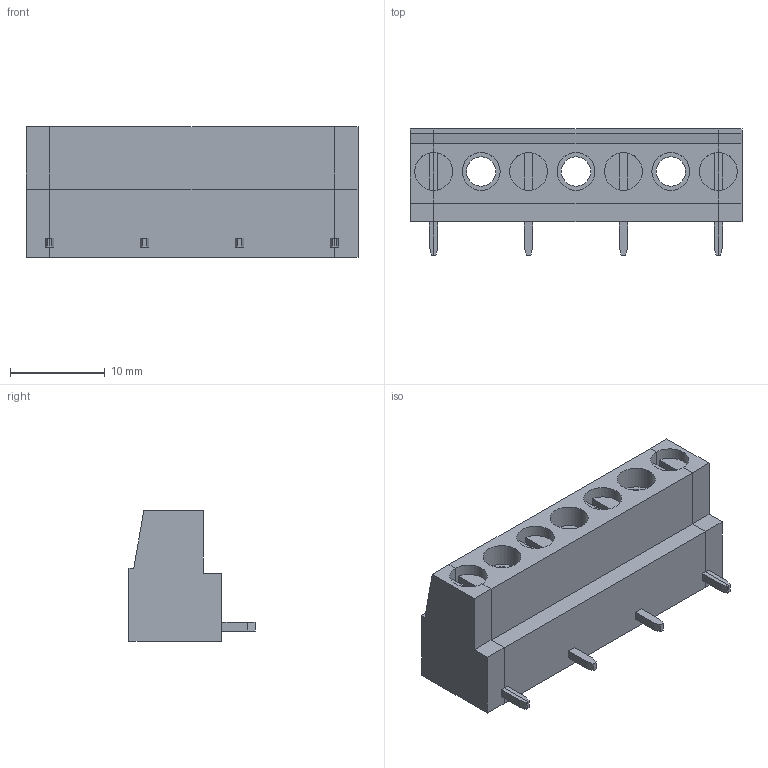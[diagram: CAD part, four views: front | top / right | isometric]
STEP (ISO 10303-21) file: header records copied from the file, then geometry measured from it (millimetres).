
FILE_DESCRIPTION( ( 'Unknown' ), '1' );
FILE_NAME( '691242800004.stp', 'Unknown', ( 'Unknown' ), ( 'Unknown' ), 'PSStep 18.0.17', 'Unknown', ' ' );
FILE_SCHEMA( ( 'AUTOMOTIVE_DESIGN { 1 0 10303 214 1 1 1 1 }' ) );
Length unit declared in the file: millimetre
Products named in the file (4): Assem1; 6912428000xx_SX; 6912428000xx_DX; 691242800004
Assembly tree (3 placements, depth 2):
  Assem1
    6912428000xx_SX
    6912428000xx_DX
    691242800004
Bounding box: 35 x 13.3 x 13.8 mm (x, y, z)
Volume: 2862.7 mm3; surface area: 3346.9 mm2
Topology: 3 solids, 3 shells, 236 faces, 620 edges, 404 vertices
Faces by surface type: plane 224, cylinder 12
Full cylindrical faces by diameter (mm): 3.1 x3, 4 x5
Entity records: 9042 total; most frequent: CARTESIAN_POINT 1252, ORIENTED_EDGE 1220, DIRECTION 1128, EDGE_CURVE 610, LINE 572, VECTOR 572, VERTEX_POINT 402, AXIS2_PLACEMENT_3D 278
